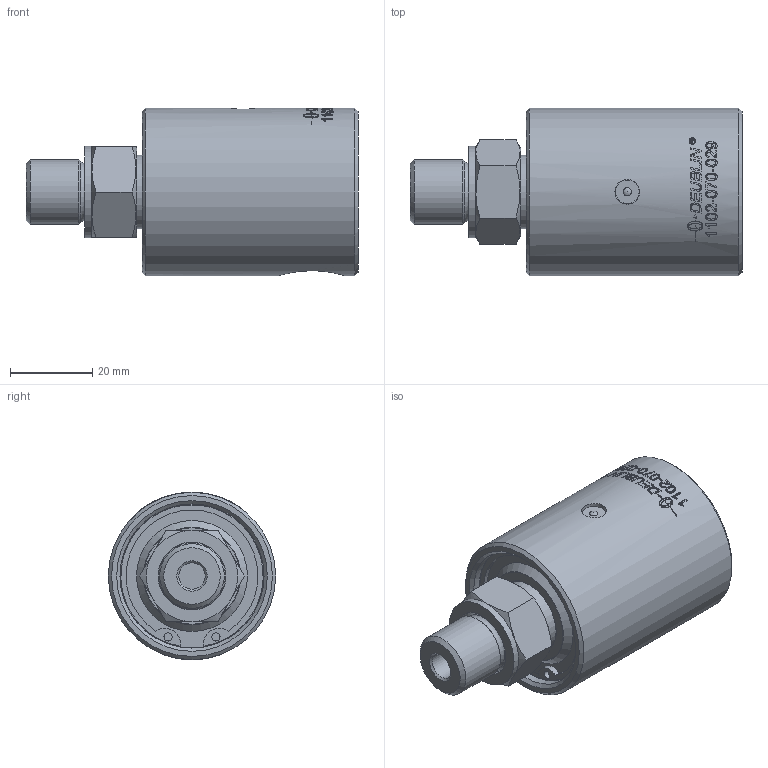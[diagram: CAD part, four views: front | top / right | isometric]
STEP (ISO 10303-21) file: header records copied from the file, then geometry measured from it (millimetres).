
FILE_DESCRIPTION(/* description */ (''),/* implementation_level */ '2;1');
FILE_NAME(/* name */ '1102-070-029-IC.stp',/* time_stamp */ '2020-05-13T15:40:17-05:00',/* author */ ('Moorera'),/* organization */ (''),/* preprocessor_version */ 'ST-DEVELOPER v18.1',/* originating_system */ 'Autodesk Inventor 2020',/* authorisation */ '');
FILE_SCHEMA (('AUTOMOTIVE_DESIGN { 1 0 10303 214 3 1 1 }'));
Length unit declared in the file: millimetre
Products named in the file (1): 1102-070-029-IC
Bounding box: 80.77 x 40.71 x 40.71 mm (x, y, z)
Volume: 71783.6 mm3; surface area: 13944.5 mm2
Topology: 1 solids, 3 shells, 412 faces, 1097 edges, 736 vertices
Faces by surface type: plane 207, bspline 125, cylinder 59, cone 17, torus 3, sphere 1
Full cylindrical faces by diameter (mm): 1.981 x2, 2.31 x2, 5.75 x1, 6 x1, 6.4 x1, 10.719 x1, 15.748 x1, 16.5 x1, 17.9 x1, 18.6 x1, 22.2 x1, 35 x1, 35.05 x1, 37.54 x1, 40.71 x1
Entity records: 16707 total; most frequent: CARTESIAN_POINT 6791, ORIENTED_EDGE 2188, DIRECTION 1810, EDGE_CURVE 1094, VERTEX_POINT 736, AXIS2_PLACEMENT_3D 704, EDGE_LOOP 462, FACE_OUTER_BOUND 412
